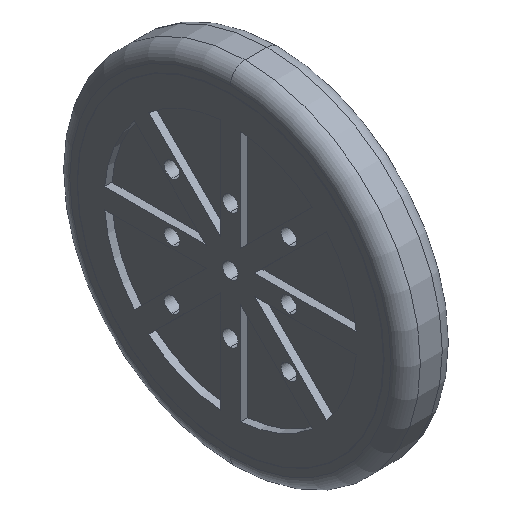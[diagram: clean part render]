
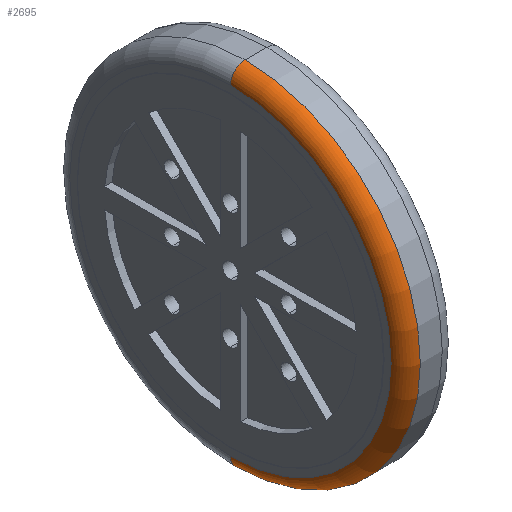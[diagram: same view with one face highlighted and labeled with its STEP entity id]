
A CAD part, isometric view. The second image highlights one B-rep face of the part: STEP entity #2695.
In plain terms, the highlighted toroidal (fillet/blend) face has major radius 44 mm and minor radius 4 mm.
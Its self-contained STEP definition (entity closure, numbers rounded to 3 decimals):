
#488 = CARTESIAN_POINT ( 'NONE',  ( 0., 0., -44. ) ) ;
#548 = EDGE_CURVE ( 'NONE', #2619, #4113, #10359, .T. ) ;
#687 = EDGE_CURVE ( 'NONE', #2619, #7027, #5735, .T. ) ;
#829 = DIRECTION ( 'NONE',  ( 0., 0., -1. ) ) ;
#1446 = DIRECTION ( 'NONE',  ( 0., 0., -1. ) ) ;
#1762 = DIRECTION ( 'NONE',  ( 0., 0., -1. ) ) ;
#1929 = ORIENTED_EDGE ( 'NONE', *, *, #548, .F. ) ;
#2011 = AXIS2_PLACEMENT_3D ( 'NONE', #4680, #7265, #8539 ) ;
#2021 = CARTESIAN_POINT ( 'NONE',  ( 0., 0., 44. ) ) ;
#2619 = VERTEX_POINT ( 'NONE', #488 ) ;
#2695 = ADVANCED_FACE ( 'NONE', ( #4340 ), #9218, .T. ) ;
#2902 = VERTEX_POINT ( 'NONE', #10967 ) ;
#3213 = CARTESIAN_POINT ( 'NONE',  ( 4., 0., 0. ) ) ;
#3558 = DIRECTION ( 'NONE',  ( 1., 0., 0. ) ) ;
#4113 = VERTEX_POINT ( 'NONE', #2021 ) ;
#4340 = FACE_OUTER_BOUND ( 'NONE', #4625, .T. ) ;
#4625 = EDGE_LOOP ( 'NONE', ( #9465, #1929, #7229, #9965 ) ) ;
#4680 = CARTESIAN_POINT ( 'NONE',  ( 0., 0., 0. ) ) ;
#4823 = CIRCLE ( 'NONE', #9801, 48. ) ;
#5735 = CIRCLE ( 'NONE', #11292, 4. ) ;
#5806 = EDGE_CURVE ( 'NONE', #2902, #7027, #4823, .T. ) ;
#7027 = VERTEX_POINT ( 'NONE', #9537 ) ;
#7032 = CARTESIAN_POINT ( 'NONE',  ( 4., 0., -44. ) ) ;
#7229 = ORIENTED_EDGE ( 'NONE', *, *, #687, .T. ) ;
#7265 = DIRECTION ( 'NONE',  ( -1., 0., 0. ) ) ;
#8057 = DIRECTION ( 'NONE',  ( 0., -1., 0. ) ) ;
#8292 = AXIS2_PLACEMENT_3D ( 'NONE', #8604, #3558, #1762 ) ;
#8539 = DIRECTION ( 'NONE',  ( 0., 0., -1. ) ) ;
#8604 = CARTESIAN_POINT ( 'NONE',  ( 4., 0., 0. ) ) ;
#8748 = DIRECTION ( 'NONE',  ( 0., 0., 1. ) ) ;
#9218 = TOROIDAL_SURFACE ( 'NONE', #8292, 44., 4. ) ;
#9465 = ORIENTED_EDGE ( 'NONE', *, *, #11042, .F. ) ;
#9537 = CARTESIAN_POINT ( 'NONE',  ( 4., 0., -48. ) ) ;
#9658 = CIRCLE ( 'NONE', #11157, 4. ) ;
#9801 = AXIS2_PLACEMENT_3D ( 'NONE', #3213, #10277, #1446 ) ;
#9965 = ORIENTED_EDGE ( 'NONE', *, *, #5806, .F. ) ;
#10277 = DIRECTION ( 'NONE',  ( 1., 0., 0. ) ) ;
#10359 = CIRCLE ( 'NONE', #2011, 44. ) ;
#10670 = CARTESIAN_POINT ( 'NONE',  ( 4., 0., 44. ) ) ;
#10731 = DIRECTION ( 'NONE',  ( 0., 1., 0. ) ) ;
#10967 = CARTESIAN_POINT ( 'NONE',  ( 4., 0., 48. ) ) ;
#11042 = EDGE_CURVE ( 'NONE', #4113, #2902, #9658, .T. ) ;
#11157 = AXIS2_PLACEMENT_3D ( 'NONE', #10670, #10731, #8748 ) ;
#11292 = AXIS2_PLACEMENT_3D ( 'NONE', #7032, #8057, #829 ) ;
